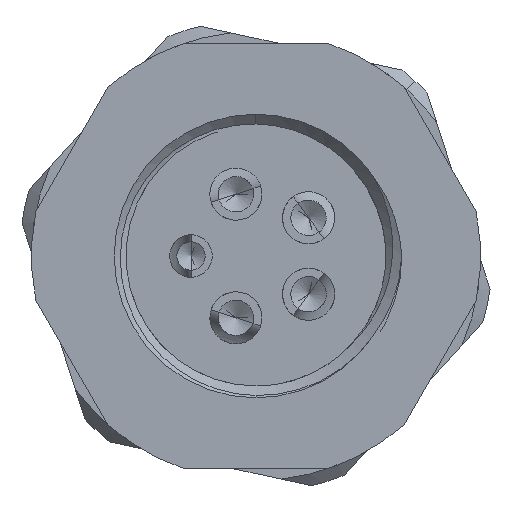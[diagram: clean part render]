
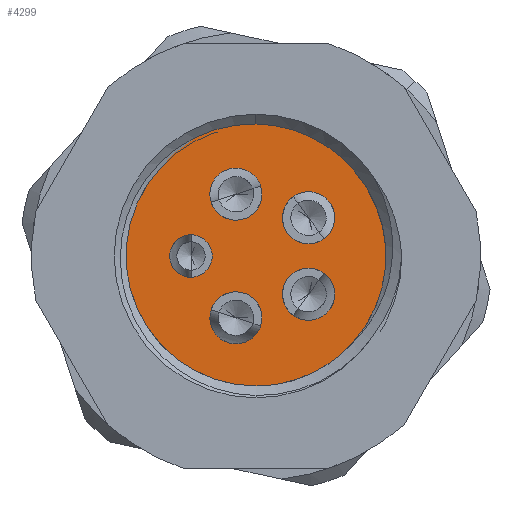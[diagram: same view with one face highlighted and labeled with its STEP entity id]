
A CAD part, left-side view. The second image highlights one B-rep face of the part: STEP entity #4299.
In plain terms, the highlighted face is planar.
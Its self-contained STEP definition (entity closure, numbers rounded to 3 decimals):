
#11 = VERTEX_POINT ( 'NONE', #2244 ) ;
#26 = EDGE_LOOP ( 'NONE', ( #9798, #9088 ) ) ;
#342 = FACE_OUTER_BOUND ( 'NONE', #3866, .T. ) ;
#384 = EDGE_CURVE ( 'NONE', #1324, #11904, #12481, .T. ) ;
#631 = EDGE_LOOP ( 'NONE', ( #10563, #12656 ) ) ;
#892 = FACE_BOUND ( 'NONE', #2211, .T. ) ;
#911 = ORIENTED_EDGE ( 'NONE', *, *, #4036, .F. ) ;
#971 = CARTESIAN_POINT ( 'NONE',  ( 9.3, -2.225, -2.716 ) ) ;
#1105 = DIRECTION ( 'NONE',  ( 1., 0., 0. ) ) ;
#1229 = PLANE ( 'NONE',  #8710 ) ;
#1310 = DIRECTION ( 'NONE',  ( 0., 0., -1. ) ) ;
#1324 = VERTEX_POINT ( 'NONE', #9947 ) ;
#1327 = DIRECTION ( 'NONE',  ( 1., 0., 0. ) ) ;
#1728 = ORIENTED_EDGE ( 'NONE', *, *, #8827, .F. ) ;
#1960 = FACE_BOUND ( 'NONE', #10005, .T. ) ;
#2057 = CIRCLE ( 'NONE', #7973, 6. ) ;
#2072 = CARTESIAN_POINT ( 'NONE',  ( 9.3, 2.75, 0. ) ) ;
#2127 = AXIS2_PLACEMENT_3D ( 'NONE', #4761, #8763, #11428 ) ;
#2211 = EDGE_LOOP ( 'NONE', ( #1728, #911 ) ) ;
#2244 = CARTESIAN_POINT ( 'NONE',  ( 9.3, 0.85, -1.515 ) ) ;
#2267 = EDGE_CURVE ( 'NONE', #4952, #3636, #8101, .T. ) ;
#2436 = VERTEX_POINT ( 'NONE', #4853 ) ;
#2527 = CARTESIAN_POINT ( 'NONE',  ( 9.3, 0.85, 1.515 ) ) ;
#2787 = DIRECTION ( 'NONE',  ( 1., 0., 0. ) ) ;
#2790 = EDGE_CURVE ( 'NONE', #3636, #4952, #2829, .T. ) ;
#2829 = CIRCLE ( 'NONE', #9134, 1.1 ) ;
#2871 = EDGE_CURVE ( 'NONE', #9484, #8590, #11442, .T. ) ;
#3093 = ORIENTED_EDGE ( 'NONE', *, *, #7520, .T. ) ;
#3201 = VERTEX_POINT ( 'NONE', #7893 ) ;
#3437 = CARTESIAN_POINT ( 'NONE',  ( 9.3, 0.85, 2.615 ) ) ;
#3572 = DIRECTION ( 'NONE',  ( 0., 0., -1. ) ) ;
#3636 = VERTEX_POINT ( 'NONE', #971 ) ;
#3799 = ORIENTED_EDGE ( 'NONE', *, *, #5092, .F. ) ;
#3866 = EDGE_LOOP ( 'NONE', ( #11578, #3093 ) ) ;
#3882 = EDGE_CURVE ( 'NONE', #2436, #11, #7458, .T. ) ;
#4008 = ORIENTED_EDGE ( 'NONE', *, *, #3882, .F. ) ;
#4036 = EDGE_CURVE ( 'NONE', #6380, #11873, #7055, .T. ) ;
#4110 = AXIS2_PLACEMENT_3D ( 'NONE', #10134, #1105, #1310 ) ;
#4243 = CARTESIAN_POINT ( 'NONE',  ( 9.3, 0., 0. ) ) ;
#4299 = ADVANCED_FACE ( 'NONE', ( #10903, #892, #10965, #1960, #6041, #342 ), #1229, .F. ) ;
#4595 = DIRECTION ( 'NONE',  ( 0., 0., -1. ) ) ;
#4761 = CARTESIAN_POINT ( 'NONE',  ( 9.3, 0.85, 2.615 ) ) ;
#4853 = CARTESIAN_POINT ( 'NONE',  ( 9.3, 0.85, -3.715 ) ) ;
#4952 = VERTEX_POINT ( 'NONE', #5121 ) ;
#4982 = CARTESIAN_POINT ( 'NONE',  ( 9.3, 2.75, 0.9 ) ) ;
#5024 = EDGE_CURVE ( 'NONE', #3201, #9974, #5843, .T. ) ;
#5092 = EDGE_CURVE ( 'NONE', #11, #2436, #12019, .T. ) ;
#5121 = CARTESIAN_POINT ( 'NONE',  ( 9.3, -2.225, -0.516 ) ) ;
#5336 = DIRECTION ( 'NONE',  ( 1., 0., 0. ) ) ;
#5412 = CARTESIAN_POINT ( 'NONE',  ( 9.3, 0., 6. ) ) ;
#5780 = AXIS2_PLACEMENT_3D ( 'NONE', #12378, #12440, #4595 ) ;
#5843 = CIRCLE ( 'NONE', #9486, 0.9 ) ;
#5914 = CARTESIAN_POINT ( 'NONE',  ( 9.3, -2.225, 2.716 ) ) ;
#5926 = CARTESIAN_POINT ( 'NONE',  ( 9.3, -2.225, -1.616 ) ) ;
#6041 = FACE_BOUND ( 'NONE', #6681, .T. ) ;
#6058 = AXIS2_PLACEMENT_3D ( 'NONE', #4243, #10277, #12415 ) ;
#6105 = AXIS2_PLACEMENT_3D ( 'NONE', #7340, #9232, #11184 ) ;
#6380 = VERTEX_POINT ( 'NONE', #5914 ) ;
#6500 = CARTESIAN_POINT ( 'NONE',  ( 9.3, -2.225, -1.616 ) ) ;
#6643 = AXIS2_PLACEMENT_3D ( 'NONE', #3437, #7464, #9369 ) ;
#6678 = DIRECTION ( 'NONE',  ( 1., 0., 0. ) ) ;
#6681 = EDGE_LOOP ( 'NONE', ( #10485, #9629 ) ) ;
#6864 = EDGE_CURVE ( 'NONE', #9974, #3201, #11730, .T. ) ;
#7055 = CIRCLE ( 'NONE', #10176, 1.1 ) ;
#7340 = CARTESIAN_POINT ( 'NONE',  ( 9.3, -2.225, 1.616 ) ) ;
#7353 = DIRECTION ( 'NONE',  ( 1., 0., 0. ) ) ;
#7359 = DIRECTION ( 'NONE',  ( 0., 0., -1. ) ) ;
#7458 = CIRCLE ( 'NONE', #4110, 1.1 ) ;
#7464 = DIRECTION ( 'NONE',  ( 1., 0., 0. ) ) ;
#7520 = EDGE_CURVE ( 'NONE', #11904, #1324, #2057, .T. ) ;
#7724 = DIRECTION ( 'NONE',  ( 0., 0., -1. ) ) ;
#7751 = CARTESIAN_POINT ( 'NONE',  ( 9.3, 0.85, 3.715 ) ) ;
#7770 = AXIS2_PLACEMENT_3D ( 'NONE', #11278, #5336, #7359 ) ;
#7893 = CARTESIAN_POINT ( 'NONE',  ( 9.3, 2.75, -0.9 ) ) ;
#7973 = AXIS2_PLACEMENT_3D ( 'NONE', #11457, #9624, #3572 ) ;
#8101 = CIRCLE ( 'NONE', #12698, 1.1 ) ;
#8369 = CIRCLE ( 'NONE', #6105, 1.1 ) ;
#8590 = VERTEX_POINT ( 'NONE', #7751 ) ;
#8617 = CARTESIAN_POINT ( 'NONE',  ( 9.3, -2.225, 1.616 ) ) ;
#8710 = AXIS2_PLACEMENT_3D ( 'NONE', #12265, #9334, #11223 ) ;
#8763 = DIRECTION ( 'NONE',  ( 1., 0., 0. ) ) ;
#8827 = EDGE_CURVE ( 'NONE', #11873, #6380, #8369, .T. ) ;
#9088 = ORIENTED_EDGE ( 'NONE', *, *, #2267, .F. ) ;
#9134 = AXIS2_PLACEMENT_3D ( 'NONE', #6500, #1327, #12428 ) ;
#9232 = DIRECTION ( 'NONE',  ( 1., 0., 0. ) ) ;
#9334 = DIRECTION ( 'NONE',  ( -1., 0., 0. ) ) ;
#9369 = DIRECTION ( 'NONE',  ( 0., 0., -1. ) ) ;
#9484 = VERTEX_POINT ( 'NONE', #2527 ) ;
#9486 = AXIS2_PLACEMENT_3D ( 'NONE', #2072, #7353, #11332 ) ;
#9624 = DIRECTION ( 'NONE',  ( 1., 0., 0. ) ) ;
#9629 = ORIENTED_EDGE ( 'NONE', *, *, #12519, .F. ) ;
#9798 = ORIENTED_EDGE ( 'NONE', *, *, #2790, .F. ) ;
#9897 = DIRECTION ( 'NONE',  ( 0., 0., -1. ) ) ;
#9947 = CARTESIAN_POINT ( 'NONE',  ( 9.3, 0., -6. ) ) ;
#9974 = VERTEX_POINT ( 'NONE', #4982 ) ;
#10005 = EDGE_LOOP ( 'NONE', ( #4008, #3799 ) ) ;
#10113 = CIRCLE ( 'NONE', #2127, 1.1 ) ;
#10134 = CARTESIAN_POINT ( 'NONE',  ( 9.3, 0.85, -2.615 ) ) ;
#10176 = AXIS2_PLACEMENT_3D ( 'NONE', #8617, #6678, #7724 ) ;
#10277 = DIRECTION ( 'NONE',  ( 1., 0., 0. ) ) ;
#10485 = ORIENTED_EDGE ( 'NONE', *, *, #2871, .F. ) ;
#10563 = ORIENTED_EDGE ( 'NONE', *, *, #5024, .F. ) ;
#10903 = FACE_BOUND ( 'NONE', #631, .T. ) ;
#10965 = FACE_BOUND ( 'NONE', #26, .T. ) ;
#11184 = DIRECTION ( 'NONE',  ( 0., 0., -1. ) ) ;
#11217 = CARTESIAN_POINT ( 'NONE',  ( 9.3, -2.225, 0.516 ) ) ;
#11223 = DIRECTION ( 'NONE',  ( 0., 0., 1. ) ) ;
#11278 = CARTESIAN_POINT ( 'NONE',  ( 9.3, 2.75, 0. ) ) ;
#11332 = DIRECTION ( 'NONE',  ( 0., 0., -1. ) ) ;
#11428 = DIRECTION ( 'NONE',  ( 0., 0., -1. ) ) ;
#11442 = CIRCLE ( 'NONE', #6643, 1.1 ) ;
#11457 = CARTESIAN_POINT ( 'NONE',  ( 9.3, 0., 0. ) ) ;
#11578 = ORIENTED_EDGE ( 'NONE', *, *, #384, .T. ) ;
#11730 = CIRCLE ( 'NONE', #7770, 0.9 ) ;
#11873 = VERTEX_POINT ( 'NONE', #11217 ) ;
#11904 = VERTEX_POINT ( 'NONE', #5412 ) ;
#12019 = CIRCLE ( 'NONE', #5780, 1.1 ) ;
#12265 = CARTESIAN_POINT ( 'NONE',  ( 9.3, 4.55, 0. ) ) ;
#12378 = CARTESIAN_POINT ( 'NONE',  ( 9.3, 0.85, -2.615 ) ) ;
#12415 = DIRECTION ( 'NONE',  ( 0., 0., -1. ) ) ;
#12428 = DIRECTION ( 'NONE',  ( 0., 0., -1. ) ) ;
#12440 = DIRECTION ( 'NONE',  ( 1., 0., 0. ) ) ;
#12481 = CIRCLE ( 'NONE', #6058, 6. ) ;
#12519 = EDGE_CURVE ( 'NONE', #8590, #9484, #10113, .T. ) ;
#12656 = ORIENTED_EDGE ( 'NONE', *, *, #6864, .F. ) ;
#12698 = AXIS2_PLACEMENT_3D ( 'NONE', #5926, #2787, #9897 ) ;
